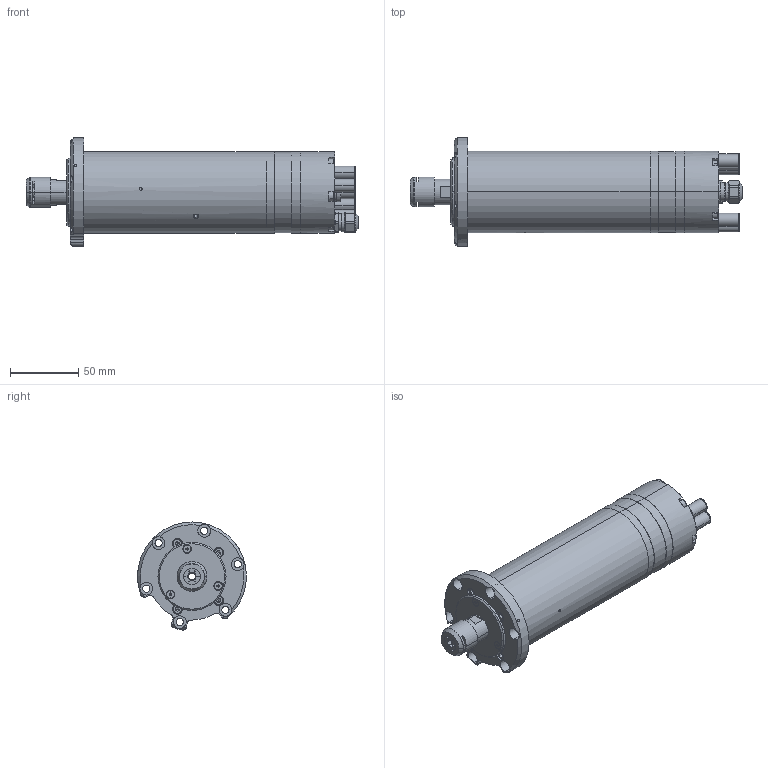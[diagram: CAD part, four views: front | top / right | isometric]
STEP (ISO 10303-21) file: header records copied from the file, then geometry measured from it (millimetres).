
FILE_DESCRIPTION (( 'STEP AP203' ), '1' );
FILE_NAME ('060S60FS-00-.STEP', '2016-02-19T10:19:35', ( '' ), ( '' ), 'SwSTEP 2.0', 'SolidWorks 2014', '' );
FILE_SCHEMA (( 'CONFIG_CONTROL_DESIGN' ));
Length unit declared in the file: millimetre
Products named in the file (1): 060S60FS-00-
Bounding box: 243.8 x 80 x 79.36 mm (x, y, z)
Surface area: 65607.3 mm2 (no closed solid volume)
Topology: 0 solids, 49 shells, 447 faces, 1412 edges, 986 vertices
Faces by surface type: plane 198, cylinder 164, cone 57, torus 28
Entity records: 16436 total; most frequent: CARTESIAN_POINT 3567, DIRECTION 2897, ORIENTED_EDGE 2267, EDGE_CURVE 1390, AXIS2_PLACEMENT_3D 1133, VERTEX_POINT 986, CIRCLE 685, LINE 631
